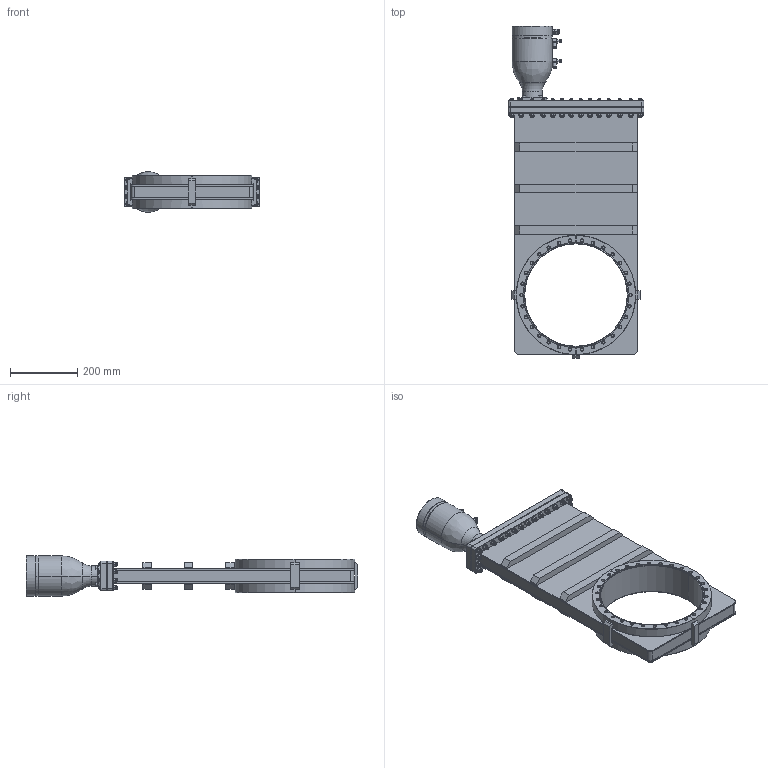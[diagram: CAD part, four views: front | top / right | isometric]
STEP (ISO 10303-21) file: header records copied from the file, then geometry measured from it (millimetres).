
FILE_DESCRIPTION((''),'2;1');
FILE_NAME('11221-1200R','2016-04-26T',('jd'),(''),'PRO/ENGINEER BY PARAMETRIC TECHNOLOGY CORPORATION, 2013410','PRO/ENGINEER BY PARAMETRIC TECHNOLOGY CORPORATION, 2013410','');
FILE_SCHEMA(('CONFIG_CONTROL_DESIGN'));
Length unit declared in the file: inch
Products named in the file (1): 11221-1200R
Bounding box: 403.23 x 987.45 x 120.26 mm (x, y, z)
Volume: 13661432.7 mm3; surface area: 1021964.1 mm2
Topology: 4 solids, 64 shells, 2253 faces, 5221 edges, 3291 vertices
Faces by surface type: plane 1082, cone 628, cylinder 524, torus 17, bspline 2
Entity records: 66009 total; most frequent: CARTESIAN_POINT 15346, DIRECTION 10466, ORIENTED_EDGE 10202, EDGE_CURVE 5221, AXIS2_PLACEMENT_3D 3967, VERTEX_POINT 3291, EDGE_LOOP 2570, VECTOR 2532
